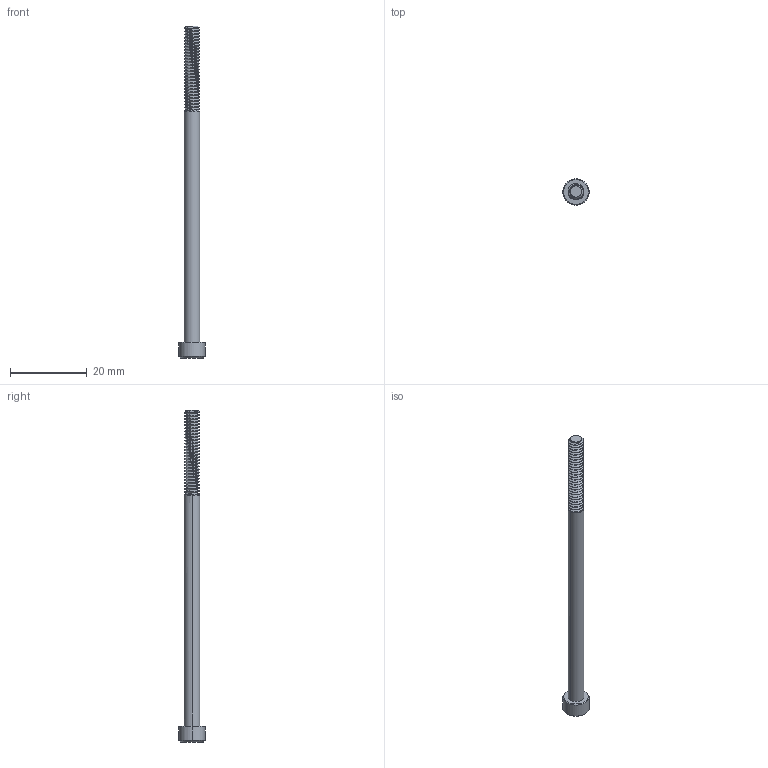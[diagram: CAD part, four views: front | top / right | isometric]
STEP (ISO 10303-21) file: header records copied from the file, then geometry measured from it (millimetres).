
FILE_DESCRIPTION (( 'STEP AP203' ), '1' );
FILE_NAME ('91251A189.STEP', '2017-09-08T15:33:11', ( '' ), ( '' ), 'SwSTEP 2.0', 'SolidWorks 2016', '' );
FILE_SCHEMA (( 'CONFIG_CONTROL_DESIGN' ));
Length unit declared in the file: inch
Products named in the file (1): 91251A189
Bounding box: 6.86 x 6.86 x 86.72 mm (x, y, z)
Volume: 1178.5 mm3; surface area: 1414.2 mm2
Topology: 1 solids, 1 shells, 144 faces, 400 edges, 260 vertices
Faces by surface type: cylinder 115, cone 17, plane 10, bspline 2
Entity records: 7329 total; most frequent: CARTESIAN_POINT 4251, ORIENTED_EDGE 800, DIRECTION 474, EDGE_CURVE 400, VERTEX_POINT 260, AXIS2_PLACEMENT_3D 169, EDGE_LOOP 146, FACE_OUTER_BOUND 144
